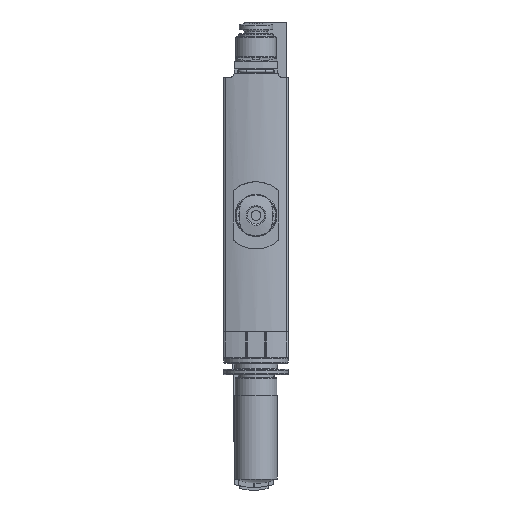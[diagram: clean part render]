
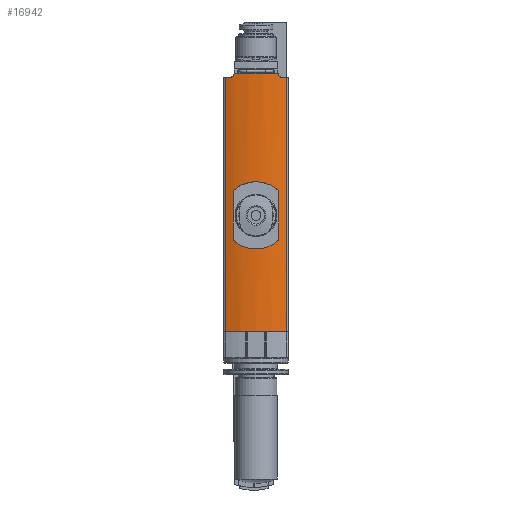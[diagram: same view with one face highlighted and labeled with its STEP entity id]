
A CAD part, front view. The second image highlights one B-rep face of the part: STEP entity #16942.
In plain terms, the highlighted cylindrical face has radius 21 mm (diameter 42 mm), a partial arc.
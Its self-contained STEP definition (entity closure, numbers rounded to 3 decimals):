
#201=B_SPLINE_CURVE_WITH_KNOTS('',3,(#23524,#23525,#23526,#23527,#23528,
#23529,#23530),.UNSPECIFIED.,.F.,.F.,(4,1,1,1,4),(0.,0.003,
0.006,0.008,0.011),
 .UNSPECIFIED.);
#202=B_SPLINE_CURVE_WITH_KNOTS('',3,(#23533,#23534,#23535,#23536),
 .UNSPECIFIED.,.F.,.F.,(4,4),(0.,0.),
 .UNSPECIFIED.);
#203=B_SPLINE_CURVE_WITH_KNOTS('',3,(#23540,#23541,#23542,#23543),
 .UNSPECIFIED.,.F.,.F.,(4,4),(0.,0.),.UNSPECIFIED.);
#204=B_SPLINE_CURVE_WITH_KNOTS('',3,(#23545,#23546,#23547,#23548,#23549,
#23550,#23551),.UNSPECIFIED.,.F.,.F.,(4,1,1,1,4),(0.,0.003,
0.006,0.008,0.011),
 .UNSPECIFIED.);
#205=B_SPLINE_CURVE_WITH_KNOTS('',3,(#23553,#23554,#23555,#23556),
 .UNSPECIFIED.,.F.,.F.,(4,4),(0.,0.),.UNSPECIFIED.);
#206=B_SPLINE_CURVE_WITH_KNOTS('',3,(#23560,#23561,#23562,#23563),
 .UNSPECIFIED.,.F.,.F.,(4,4),(0.,0.),.UNSPECIFIED.);
#207=B_SPLINE_CURVE_WITH_KNOTS('',3,(#23567,#23568,#23569,#23570,#23571),
 .UNSPECIFIED.,.F.,.F.,(4,1,4),(0.,0.001,
0.002),.UNSPECIFIED.);
#208=B_SPLINE_CURVE_WITH_KNOTS('',3,(#23583,#23584,#23585,#23586,#23587),
 .UNSPECIFIED.,.F.,.F.,(4,1,4),(0.,0.001,0.002),
 .UNSPECIFIED.);
#258=CYLINDRICAL_SURFACE('',#17812,21.);
#693=LINE('',#23538,#1840);
#694=LINE('',#23558,#1841);
#695=LINE('',#23575,#1842);
#696=LINE('',#23579,#1843);
#1840=VECTOR('',#19468,1000.);
#1841=VECTOR('',#19469,1000.);
#1842=VECTOR('',#19474,1000.);
#1843=VECTOR('',#19477,1000.);
#3042=ORIENTED_EDGE('',*,*,#6596,.T.);
#3043=ORIENTED_EDGE('',*,*,#6597,.T.);
#3044=ORIENTED_EDGE('',*,*,#6598,.T.);
#3045=ORIENTED_EDGE('',*,*,#6599,.T.);
#3046=ORIENTED_EDGE('',*,*,#6600,.T.);
#3047=ORIENTED_EDGE('',*,*,#6601,.T.);
#3048=ORIENTED_EDGE('',*,*,#6602,.T.);
#3049=ORIENTED_EDGE('',*,*,#6603,.T.);
#3050=ORIENTED_EDGE('',*,*,#6604,.F.);
#3051=ORIENTED_EDGE('',*,*,#6605,.F.);
#3052=ORIENTED_EDGE('',*,*,#6606,.F.);
#3053=ORIENTED_EDGE('',*,*,#6607,.T.);
#3054=ORIENTED_EDGE('',*,*,#6608,.T.);
#3055=ORIENTED_EDGE('',*,*,#6609,.F.);
#3056=ORIENTED_EDGE('',*,*,#6610,.F.);
#3057=ORIENTED_EDGE('',*,*,#6611,.F.);
#6596=EDGE_CURVE('',#8367,#8368,#201,.T.);
#6597=EDGE_CURVE('',#8368,#8369,#202,.T.);
#6598=EDGE_CURVE('',#8369,#8370,#693,.F.);
#6599=EDGE_CURVE('',#8370,#8371,#203,.T.);
#6600=EDGE_CURVE('',#8371,#8372,#204,.T.);
#6601=EDGE_CURVE('',#8372,#8373,#205,.T.);
#6602=EDGE_CURVE('',#8373,#8374,#694,.T.);
#6603=EDGE_CURVE('',#8374,#8367,#206,.T.);
#6604=EDGE_CURVE('',#8375,#8376,#9450,.T.);
#6605=EDGE_CURVE('',#8377,#8375,#207,.T.);
#6606=EDGE_CURVE('',#8378,#8377,#9451,.T.);
#6607=EDGE_CURVE('',#8378,#8379,#695,.T.);
#6608=EDGE_CURVE('',#8379,#8380,#9452,.T.);
#6609=EDGE_CURVE('',#8381,#8380,#696,.T.);
#6610=EDGE_CURVE('',#8382,#8381,#9453,.T.);
#6611=EDGE_CURVE('',#8376,#8382,#208,.T.);
#8367=VERTEX_POINT('',#23531);
#8368=VERTEX_POINT('',#23532);
#8369=VERTEX_POINT('',#23537);
#8370=VERTEX_POINT('',#23539);
#8371=VERTEX_POINT('',#23544);
#8372=VERTEX_POINT('',#23552);
#8373=VERTEX_POINT('',#23557);
#8374=VERTEX_POINT('',#23559);
#8375=VERTEX_POINT('',#23565);
#8376=VERTEX_POINT('',#23566);
#8377=VERTEX_POINT('',#23572);
#8378=VERTEX_POINT('',#23574);
#8379=VERTEX_POINT('',#23576);
#8380=VERTEX_POINT('',#23578);
#8381=VERTEX_POINT('',#23580);
#8382=VERTEX_POINT('',#23582);
#9450=CIRCLE('',#17813,21.);
#9451=CIRCLE('',#17814,21.);
#9452=CIRCLE('',#17815,21.);
#9453=CIRCLE('',#17816,21.);
#10021=EDGE_LOOP('',(#3042,#3043,#3044,#3045,#3046,#3047,#3048,#3049));
#10022=EDGE_LOOP('',(#3050,#3051,#3052,#3053,#3054,#3055,#3056,#3057));
#11094=FACE_BOUND('',#10021,.T.);
#11095=FACE_BOUND('',#10022,.T.);
#16942=ADVANCED_FACE('',(#11094,#11095),#258,.T.);
#17812=AXIS2_PLACEMENT_3D('',#23523,#19466,#19467);
#17813=AXIS2_PLACEMENT_3D('',#23564,#19470,#19471);
#17814=AXIS2_PLACEMENT_3D('',#23573,#19472,#19473);
#17815=AXIS2_PLACEMENT_3D('',#23577,#19475,#19476);
#17816=AXIS2_PLACEMENT_3D('',#23581,#19478,#19479);
#19466=DIRECTION('',(0.,0.,-1.));
#19467=DIRECTION('',(-1.,0.,0.));
#19468=DIRECTION('',(0.,0.,-1.));
#19469=DIRECTION('',(0.,0.,-1.));
#19470=DIRECTION('',(0.,0.,1.));
#19471=DIRECTION('',(1.,0.,0.));
#19472=DIRECTION('',(0.,0.,1.));
#19473=DIRECTION('',(1.,0.,0.));
#19474=DIRECTION('',(0.,0.,-1.));
#19475=DIRECTION('',(0.,0.,1.));
#19476=DIRECTION('',(1.,0.,0.));
#19477=DIRECTION('',(0.,0.,-1.));
#19478=DIRECTION('',(0.,0.,1.));
#19479=DIRECTION('',(1.,0.,0.));
#23523=CARTESIAN_POINT('',(0.,25.915,35.8));
#23524=CARTESIAN_POINT('',(5.075,5.538,-5.923));
#23525=CARTESIAN_POINT('',(4.377,5.364,-6.521));
#23526=CARTESIAN_POINT('',(2.786,5.044,-7.46));
#23527=CARTESIAN_POINT('',(0.004,4.851,-7.969));
#23528=CARTESIAN_POINT('',(-2.779,5.043,-7.464));
#23529=CARTESIAN_POINT('',(-4.377,5.364,-6.521));
#23530=CARTESIAN_POINT('',(-5.075,5.538,-5.923));
#23531=CARTESIAN_POINT('',(5.075,5.538,-5.923));
#23532=CARTESIAN_POINT('',(-5.075,5.538,-5.923));
#23533=CARTESIAN_POINT('',(-5.075,5.538,-5.923));
#23534=CARTESIAN_POINT('',(-5.184,5.565,-5.83));
#23535=CARTESIAN_POINT('',(-5.25,5.582,-5.689));
#23536=CARTESIAN_POINT('',(-5.25,5.582,-5.543));
#23537=CARTESIAN_POINT('',(-5.25,5.582,-5.543));
#23538=CARTESIAN_POINT('',(-5.25,5.582,35.8));
#23539=CARTESIAN_POINT('',(-5.25,5.582,5.543));
#23540=CARTESIAN_POINT('',(-5.25,5.582,5.543));
#23541=CARTESIAN_POINT('',(-5.25,5.582,5.689));
#23542=CARTESIAN_POINT('',(-5.184,5.565,5.83));
#23543=CARTESIAN_POINT('',(-5.075,5.538,5.923));
#23544=CARTESIAN_POINT('',(-5.075,5.538,5.923));
#23545=CARTESIAN_POINT('',(-5.075,5.538,5.923));
#23546=CARTESIAN_POINT('',(-4.377,5.364,6.521));
#23547=CARTESIAN_POINT('',(-2.786,5.044,7.46));
#23548=CARTESIAN_POINT('',(-0.004,4.851,7.969));
#23549=CARTESIAN_POINT('',(2.779,5.043,7.464));
#23550=CARTESIAN_POINT('',(4.377,5.364,6.521));
#23551=CARTESIAN_POINT('',(5.075,5.538,5.923));
#23552=CARTESIAN_POINT('',(5.075,5.538,5.923));
#23553=CARTESIAN_POINT('',(5.075,5.538,5.923));
#23554=CARTESIAN_POINT('',(5.184,5.565,5.83));
#23555=CARTESIAN_POINT('',(5.25,5.582,5.689));
#23556=CARTESIAN_POINT('',(5.25,5.582,5.543));
#23557=CARTESIAN_POINT('',(5.25,5.582,5.543));
#23558=CARTESIAN_POINT('',(5.25,5.582,35.8));
#23559=CARTESIAN_POINT('',(5.25,5.582,-5.543));
#23560=CARTESIAN_POINT('',(5.25,5.582,-5.543));
#23561=CARTESIAN_POINT('',(5.25,5.582,-5.689));
#23562=CARTESIAN_POINT('',(5.184,5.565,-5.83));
#23563=CARTESIAN_POINT('',(5.075,5.538,-5.923));
#23564=CARTESIAN_POINT('',(0.,25.915,33.));
#23565=CARTESIAN_POINT('',(-5.1,5.544,33.));
#23566=CARTESIAN_POINT('',(5.1,5.544,33.));
#23567=CARTESIAN_POINT('',(-6.1,5.82,32.));
#23568=CARTESIAN_POINT('',(-5.842,5.742,32.));
#23569=CARTESIAN_POINT('',(-5.33,5.6,32.205));
#23570=CARTESIAN_POINT('',(-5.1,5.544,32.731));
#23571=CARTESIAN_POINT('',(-5.1,5.544,33.));
#23572=CARTESIAN_POINT('',(-6.1,5.82,32.));
#23573=CARTESIAN_POINT('',(0.,25.915,32.));
#23574=CARTESIAN_POINT('',(-7.171,6.177,32.));
#23575=CARTESIAN_POINT('',(-7.171,6.177,35.8));
#23576=CARTESIAN_POINT('',(-7.171,6.177,-27.));
#23577=CARTESIAN_POINT('',(0.,25.915,-27.));
#23578=CARTESIAN_POINT('',(7.171,6.177,-27.));
#23579=CARTESIAN_POINT('',(7.171,6.177,35.8));
#23580=CARTESIAN_POINT('',(7.171,6.177,32.));
#23581=CARTESIAN_POINT('',(0.,25.915,32.));
#23582=CARTESIAN_POINT('',(6.1,5.82,32.));
#23583=CARTESIAN_POINT('',(5.1,5.544,33.));
#23584=CARTESIAN_POINT('',(5.1,5.544,32.731));
#23585=CARTESIAN_POINT('',(5.329,5.599,32.206));
#23586=CARTESIAN_POINT('',(5.843,5.742,32.));
#23587=CARTESIAN_POINT('',(6.1,5.82,32.));
